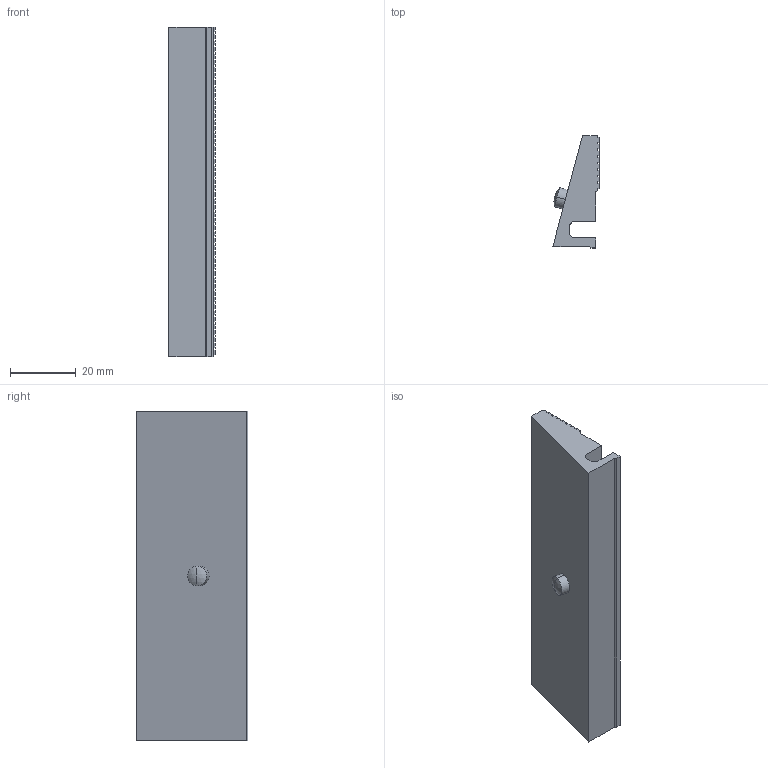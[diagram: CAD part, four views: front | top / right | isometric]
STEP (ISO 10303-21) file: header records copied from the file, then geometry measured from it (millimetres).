
FILE_DESCRIPTION(('STEP AP214'),'1');
FILE_NAME('HALDERN_EH_23231_0032.stp','2015-05-04T09:25:11',('TraceParts'),('TraceParts S.A.'),'Spatial InterOp 3D',' ',' ');
FILE_SCHEMA(('automotive_design'));
Length unit declared in the file: millimetre
Products named in the file (1): 1
Bounding box: 14 x 34 x 100 mm (x, y, z)
Volume: 25998.5 mm3; surface area: 11939.6 mm2
Topology: 1 solids, 1 shells, 2016 faces, 4858 edges, 3238 vertices
Faces by surface type: plane 2008, cylinder 4, sphere 4
Entity records: 73562 total; most frequent: CARTESIAN_POINT 10113, ORIENTED_EDGE 9716, DIRECTION 8904, EDGE_CURVE 4858, LINE 4846, VECTOR 4846, VERTEX_POINT 3238, EDGE_LOOP 2410
